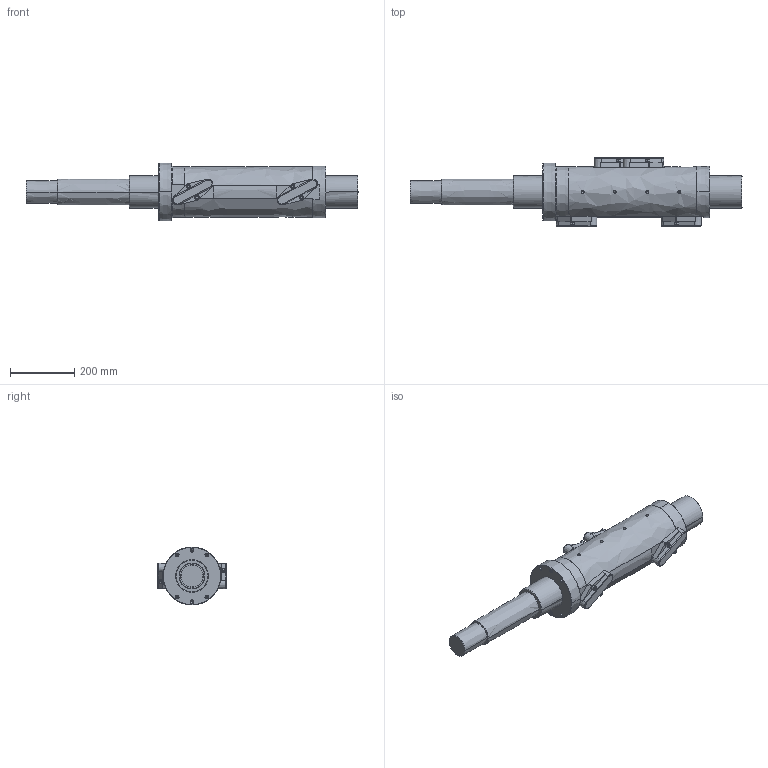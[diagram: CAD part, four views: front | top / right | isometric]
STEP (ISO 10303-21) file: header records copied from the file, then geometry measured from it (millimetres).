
FILE_DESCRIPTION((''),'2;1');
FILE_NAME('00_HSP10025FY_ASM','2022-07-13T14:56:57',('10019049'),(''),'CREO PARAMETRIC BY PTC INC, 2019080','CREO PARAMETRIC BY PTC INC, 2019080','');
FILE_SCHEMA(('CONFIG_CONTROL_DESIGN'));
Length unit declared in the file: millimetre
Products named in the file (6): NUT_HSP10025FY; ST_HSP12025FY; LOCKER_HSP10025FY; __8_0001; _M820_0001; 00_HSP10025FY_ASM
Assembly tree (22 placements, depth 2):
  00_HSP10025FY_ASM
    NUT_HSP10025FY
    ST_HSP12025FY
    LOCKER_HSP10025FY  x4
    __8_0001  x8
    _M820_0001  x8
Bounding box: 1031 x 214 x 180 mm (x, y, z)
Surface area: 879812.1 mm2 (no closed solid volume)
Topology: 0 solids, 0 shells, 503 faces, 2322 edges, 2270 vertices
Faces by surface type: bspline 470, torus 33
Entity records: 22479 total; most frequent: CARTESIAN_POINT 13206, DIRECTION 1550, TRIMMED_CURVE 1267, VECTOR 1050, LINE 1050, DEFINITIONAL_REPRESENTATION 954, PCURVE 954, COMPOSITE_CURVE_SEGMENT 954
